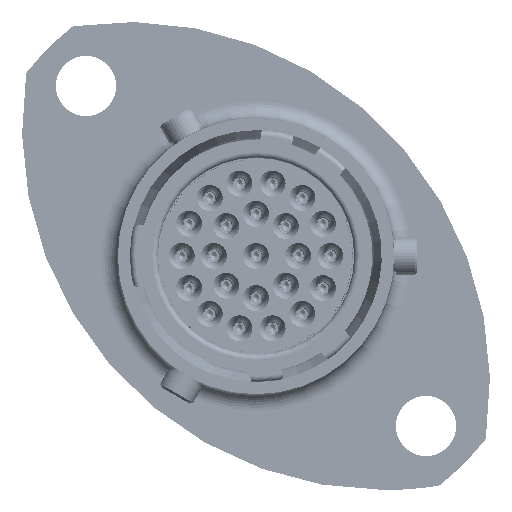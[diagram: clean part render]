
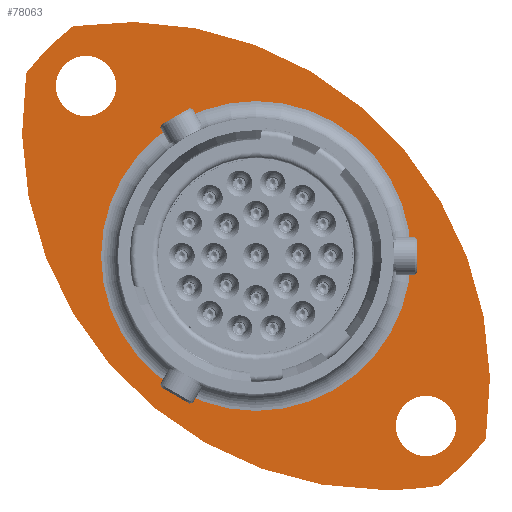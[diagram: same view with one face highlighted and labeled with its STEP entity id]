
A CAD part, left-side view. The second image highlights one B-rep face of the part: STEP entity #78063.
In plain terms, the highlighted planar face has unit normal (-1, 0, 0).
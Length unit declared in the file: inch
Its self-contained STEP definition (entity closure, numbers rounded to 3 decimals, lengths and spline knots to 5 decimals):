
#802 = EDGE_CURVE ( 'NONE', #48102, #49682, #114382, .T. ) ;
#6918 = DIRECTION ( 'NONE',  ( -1., 0., 0. ) ) ;
#7753 = AXIS2_PLACEMENT_3D ( 'NONE', #71209, #6918, #81983 ) ;
#8939 = ORIENTED_EDGE ( 'NONE', *, *, #96338, .T. ) ;
#10356 = EDGE_LOOP ( 'NONE', ( #135092, #15352 ) ) ;
#10487 = CARTESIAN_POINT ( 'NONE',  ( 0.62913, 0.27143, -0.27143 ) ) ;
#14637 = CIRCLE ( 'NONE', #101963, 0.32854 ) ;
#14649 = CIRCLE ( 'NONE', #30294, 0.06398 ) ;
#15352 = ORIENTED_EDGE ( 'NONE', *, *, #48014, .T. ) ;
#19717 = VERTEX_POINT ( 'NONE', #29632 ) ;
#20875 = VERTEX_POINT ( 'NONE', #28836 ) ;
#21323 = DIRECTION ( 'NONE',  ( 0., 0., -1. ) ) ;
#24862 = ORIENTED_EDGE ( 'NONE', *, *, #52169, .F. ) ;
#25446 = CARTESIAN_POINT ( 'NONE',  ( 0.62913, -0.36051, -0.36051 ) ) ;
#26925 = VERTEX_POINT ( 'NONE', #112690 ) ;
#28676 = ORIENTED_EDGE ( 'NONE', *, *, #53359, .F. ) ;
#28836 = CARTESIAN_POINT ( 'NONE',  ( 0.62913, -0.27143, -0.49629 ) ) ;
#29632 = CARTESIAN_POINT ( 'NONE',  ( 0.62913, 0.48737, 0.38813 ) ) ;
#30090 = AXIS2_PLACEMENT_3D ( 'NONE', #111456, #47242, #122263 ) ;
#30294 = AXIS2_PLACEMENT_3D ( 'NONE', #111115, #46912, #121941 ) ;
#32291 = EDGE_LOOP ( 'NONE', ( #90327, #24862 ) ) ;
#33600 = ORIENTED_EDGE ( 'NONE', *, *, #114334, .T. ) ;
#33805 = DIRECTION ( 'NONE',  ( 1., 0., 0. ) ) ;
#34764 = EDGE_CURVE ( 'NONE', #26925, #19717, #89703, .T. ) ;
#37127 = AXIS2_PLACEMENT_3D ( 'NONE', #111560, #47340, #122357 ) ;
#38351 = CARTESIAN_POINT ( 'NONE',  ( 0.62913, 0., 0. ) ) ;
#39753 = VERTEX_POINT ( 'NONE', #74237 ) ;
#41448 = CIRCLE ( 'NONE', #122633, 0.76772 ) ;
#41624 = AXIS2_PLACEMENT_3D ( 'NONE', #61251, #136246, #72033 ) ;
#44144 = CARTESIAN_POINT ( 'NONE',  ( 0.62913, 0.36051, 0.36051 ) ) ;
#46532 = FACE_BOUND ( 'NONE', #125691, .T. ) ;
#46696 = ORIENTED_EDGE ( 'NONE', *, *, #66747, .T. ) ;
#46912 = DIRECTION ( 'NONE',  ( -1., 0., 0. ) ) ;
#47242 = DIRECTION ( 'NONE',  ( -1., 0., 0. ) ) ;
#47308 = CARTESIAN_POINT ( 'NONE',  ( 0.62913, 0.36051, 0.29654 ) ) ;
#47340 = DIRECTION ( 'NONE',  ( -1., 0., 0. ) ) ;
#48014 = EDGE_CURVE ( 'NONE', #138451, #96590, #14637, .T. ) ;
#48102 = VERTEX_POINT ( 'NONE', #123353 ) ;
#49096 = DIRECTION ( 'NONE',  ( 0., 0., 1. ) ) ;
#49682 = VERTEX_POINT ( 'NONE', #100154 ) ;
#52169 = EDGE_CURVE ( 'NONE', #49682, #48102, #132899, .T. ) ;
#52560 = EDGE_LOOP ( 'NONE', ( #8939, #33600, #46696, #86134, #134857 ) ) ;
#53359 = EDGE_CURVE ( 'NONE', #115863, #118920, #14649, .T. ) ;
#54460 = AXIS2_PLACEMENT_3D ( 'NONE', #44144, #119146, #54958 ) ;
#54958 = DIRECTION ( 'NONE',  ( 0., 0., -1. ) ) ;
#59724 = CARTESIAN_POINT ( 'NONE',  ( 0.62913, 0., 0. ) ) ;
#59971 = FACE_OUTER_BOUND ( 'NONE', #52560, .T. ) ;
#60517 = PLANE ( 'NONE',  #100463 ) ;
#60959 = CARTESIAN_POINT ( 'NONE',  ( 0.62913, 0.29311, 0. ) ) ;
#61251 = CARTESIAN_POINT ( 'NONE',  ( 0.62913, -0.27143, 0.27143 ) ) ;
#66747 = EDGE_CURVE ( 'NONE', #39753, #138796, #119215, .T. ) ;
#68831 = CARTESIAN_POINT ( 'NONE',  ( 0.62913, 0., -0.32854 ) ) ;
#70497 = DIRECTION ( 'NONE',  ( 0., 0., -1. ) ) ;
#71209 = CARTESIAN_POINT ( 'NONE',  ( 0.62913, 0., 0. ) ) ;
#71767 = DIRECTION ( 'NONE',  ( 0., 0., -1. ) ) ;
#72033 = DIRECTION ( 'NONE',  ( 0., 0., -1. ) ) ;
#73677 = CIRCLE ( 'NONE', #37127, 0.76772 ) ;
#74237 = CARTESIAN_POINT ( 'NONE',  ( 0.62913, -0.38813, -0.48737 ) ) ;
#78063 = ADVANCED_FACE ( 'NONE', ( #128751, #46532, #100250, #59971 ), #60517, .F. ) ;
#78901 = DIRECTION ( 'NONE',  ( 0., 0., -1. ) ) ;
#81983 = DIRECTION ( 'NONE',  ( 0., 0., 1. ) ) ;
#84521 = CIRCLE ( 'NONE', #87855, 0.32854 ) ;
#85549 = DIRECTION ( 'NONE',  ( -1., 0., 0. ) ) ;
#86134 = ORIENTED_EDGE ( 'NONE', *, *, #128391, .T. ) ;
#86640 = ORIENTED_EDGE ( 'NONE', *, *, #129026, .F. ) ;
#87855 = AXIS2_PLACEMENT_3D ( 'NONE', #59724, #134723, #70497 ) ;
#89703 = CIRCLE ( 'NONE', #7753, 0.62303 ) ;
#89704 = DIRECTION ( 'NONE',  ( -1., 0., 0. ) ) ;
#90327 = ORIENTED_EDGE ( 'NONE', *, *, #802, .F. ) ;
#96338 = EDGE_CURVE ( 'NONE', #19717, #20875, #73677, .T. ) ;
#96590 = VERTEX_POINT ( 'NONE', #68831 ) ;
#98032 = CARTESIAN_POINT ( 'NONE',  ( 0.62913, 0., 0. ) ) ;
#100154 = CARTESIAN_POINT ( 'NONE',  ( 0.62913, -0.36051, -0.29654 ) ) ;
#100250 = FACE_BOUND ( 'NONE', #32291, .T. ) ;
#100463 = AXIS2_PLACEMENT_3D ( 'NONE', #60959, #135981, #71767 ) ;
#101963 = AXIS2_PLACEMENT_3D ( 'NONE', #98032, #33805, #108785 ) ;
#105434 = AXIS2_PLACEMENT_3D ( 'NONE', #25446, #89704, #78901 ) ;
#107320 = CARTESIAN_POINT ( 'NONE',  ( 0.62913, -0.48737, -0.38813 ) ) ;
#108785 = DIRECTION ( 'NONE',  ( 0., 0., -1. ) ) ;
#111115 = CARTESIAN_POINT ( 'NONE',  ( 0.62913, 0.36051, 0.36051 ) ) ;
#111456 = CARTESIAN_POINT ( 'NONE',  ( 0.62913, -0.36051, -0.36051 ) ) ;
#111560 = CARTESIAN_POINT ( 'NONE',  ( 0.62913, -0.27143, 0.27143 ) ) ;
#112690 = CARTESIAN_POINT ( 'NONE',  ( 0.62913, 0.38813, 0.48737 ) ) ;
#113295 = DIRECTION ( 'NONE',  ( -1., 0., 0. ) ) ;
#114334 = EDGE_CURVE ( 'NONE', #20875, #39753, #115239, .T. ) ;
#114382 = CIRCLE ( 'NONE', #105434, 0.06398 ) ;
#115121 = AXIS2_PLACEMENT_3D ( 'NONE', #38351, #113295, #49096 ) ;
#115239 = CIRCLE ( 'NONE', #41624, 0.76772 ) ;
#115863 = VERTEX_POINT ( 'NONE', #125234 ) ;
#118920 = VERTEX_POINT ( 'NONE', #47308 ) ;
#119146 = DIRECTION ( 'NONE',  ( -1., 0., 0. ) ) ;
#119215 = CIRCLE ( 'NONE', #115121, 0.62303 ) ;
#121010 = EDGE_CURVE ( 'NONE', #96590, #138451, #84521, .T. ) ;
#121941 = DIRECTION ( 'NONE',  ( 0., 0., -1. ) ) ;
#122263 = DIRECTION ( 'NONE',  ( 0., 0., -1. ) ) ;
#122357 = DIRECTION ( 'NONE',  ( 0., 0., -1. ) ) ;
#122633 = AXIS2_PLACEMENT_3D ( 'NONE', #10487, #85549, #21323 ) ;
#123353 = CARTESIAN_POINT ( 'NONE',  ( 0.62913, -0.36051, -0.42449 ) ) ;
#125234 = CARTESIAN_POINT ( 'NONE',  ( 0.62913, 0.36051, 0.42449 ) ) ;
#125691 = EDGE_LOOP ( 'NONE', ( #86640, #28676 ) ) ;
#128391 = EDGE_CURVE ( 'NONE', #138796, #26925, #41448, .T. ) ;
#128751 = FACE_BOUND ( 'NONE', #10356, .T. ) ;
#129026 = EDGE_CURVE ( 'NONE', #118920, #115863, #133344, .T. ) ;
#132899 = CIRCLE ( 'NONE', #30090, 0.06398 ) ;
#133344 = CIRCLE ( 'NONE', #54460, 0.06398 ) ;
#134112 = CARTESIAN_POINT ( 'NONE',  ( 0.62913, 0., 0.32854 ) ) ;
#134723 = DIRECTION ( 'NONE',  ( 1., 0., 0. ) ) ;
#134857 = ORIENTED_EDGE ( 'NONE', *, *, #34764, .T. ) ;
#135092 = ORIENTED_EDGE ( 'NONE', *, *, #121010, .T. ) ;
#135981 = DIRECTION ( 'NONE',  ( 1., 0., 0. ) ) ;
#136246 = DIRECTION ( 'NONE',  ( -1., 0., 0. ) ) ;
#138451 = VERTEX_POINT ( 'NONE', #134112 ) ;
#138796 = VERTEX_POINT ( 'NONE', #107320 ) ;
